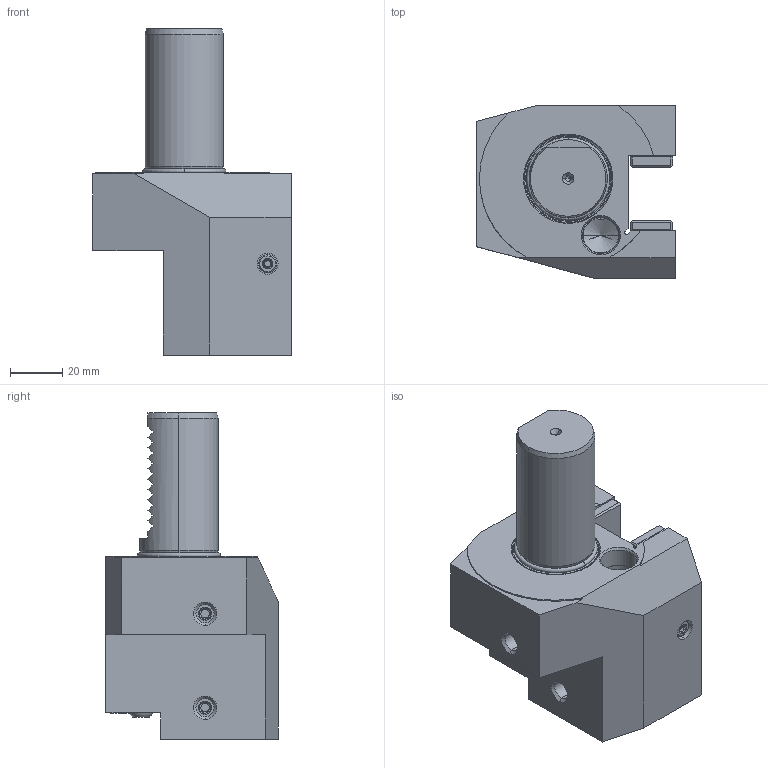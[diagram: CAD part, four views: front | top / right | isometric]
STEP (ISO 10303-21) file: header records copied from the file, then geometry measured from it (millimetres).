
FILE_DESCRIPTION((''),'2;1');
FILE_NAME('309_42_20','2020-11-09T',('101107'),(''),'CREO PARAMETRIC BY PTC INC, 2016260','CREO PARAMETRIC BY PTC INC, 2016260','');
FILE_SCHEMA(('CONFIG_CONTROL_DESIGN'));
Length unit declared in the file: millimetre
Products named in the file (1): 309_42_20
Bounding box: 76 x 66 x 125 mm (x, y, z)
Volume: 255264.9 mm3; surface area: 40451.4 mm2
Topology: 2 solids, 6 shells, 366 faces, 858 edges, 526 vertices
Faces by surface type: plane 165, cone 120, cylinder 67, torus 6, revolution 4, sphere 2, bspline 2
Entity records: 11589 total; most frequent: CARTESIAN_POINT 3279, DIRECTION 1709, ORIENTED_EDGE 1704, EDGE_CURVE 852, AXIS2_PLACEMENT_3D 642, VERTEX_POINT 526, VECTOR 421, LINE 421
